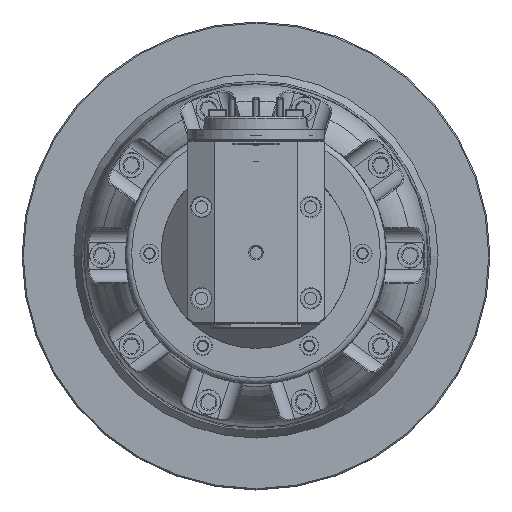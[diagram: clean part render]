
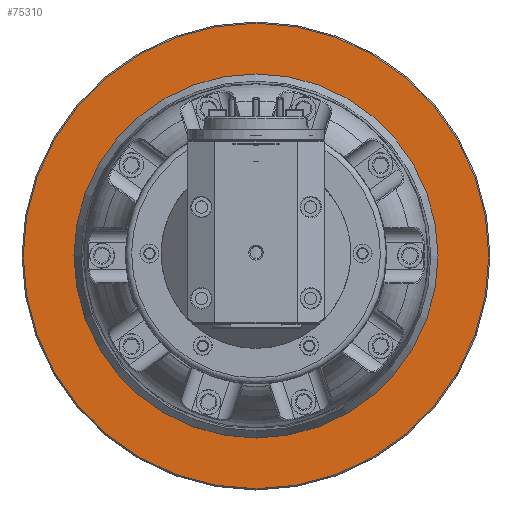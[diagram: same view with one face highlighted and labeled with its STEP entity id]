
A CAD part, top view. The second image highlights one B-rep face of the part: STEP entity #75310.
In plain terms, the highlighted planar face has unit normal (0, 0, 1).
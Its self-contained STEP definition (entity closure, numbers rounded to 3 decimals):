
#2661=FACE_BOUND('',#13612,.T.);
#5114=PLANE('',#81212);
#8932=FACE_OUTER_BOUND('',#13611,.T.);
#13611=EDGE_LOOP('',(#68733));
#13612=EDGE_LOOP('',(#68734));
#30759=CIRCLE('',#81211,196.5);
#30760=CIRCLE('',#81213,153.66);
#37782=VERTEX_POINT('',#148443);
#37783=VERTEX_POINT('',#148447);
#48167=EDGE_CURVE('',#37782,#37782,#30759,.T.);
#48168=EDGE_CURVE('',#37783,#37783,#30760,.T.);
#68733=ORIENTED_EDGE('',*,*,#48167,.T.);
#68734=ORIENTED_EDGE('',*,*,#48168,.T.);
#75310=ADVANCED_FACE('',(#8932,#2661),#5114,.T.);
#81211=AXIS2_PLACEMENT_3D('',#148445,#100068,#100069);
#81212=AXIS2_PLACEMENT_3D('',#148446,#100070,#100071);
#81213=AXIS2_PLACEMENT_3D('',#148448,#100072,#100073);
#100068=DIRECTION('center_axis',(0.,0.,1.));
#100069=DIRECTION('ref_axis',(0.,1.,0.));
#100070=DIRECTION('center_axis',(0.,0.,1.));
#100071=DIRECTION('ref_axis',(0.,1.,0.));
#100072=DIRECTION('center_axis',(0.,0.,-1.));
#100073=DIRECTION('ref_axis',(0.,-1.,0.));
#148443=CARTESIAN_POINT('',(0.,196.5,-15.));
#148445=CARTESIAN_POINT('Origin',(0.,0.,
-15.));
#148446=CARTESIAN_POINT('Origin',(0.,0.,-15.));
#148447=CARTESIAN_POINT('',(0.,153.66,-15.));
#148448=CARTESIAN_POINT('Origin',(0.,0.,
-15.));
